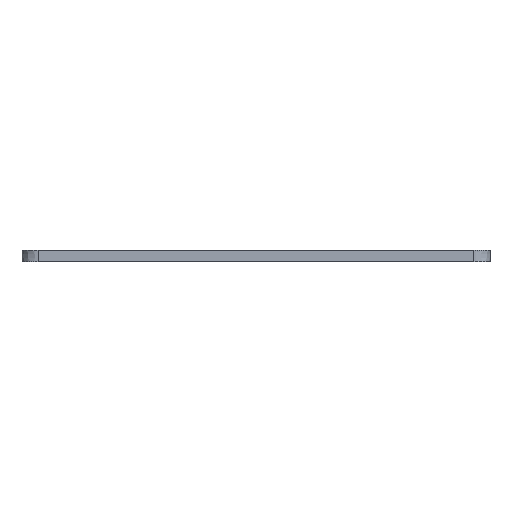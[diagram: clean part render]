
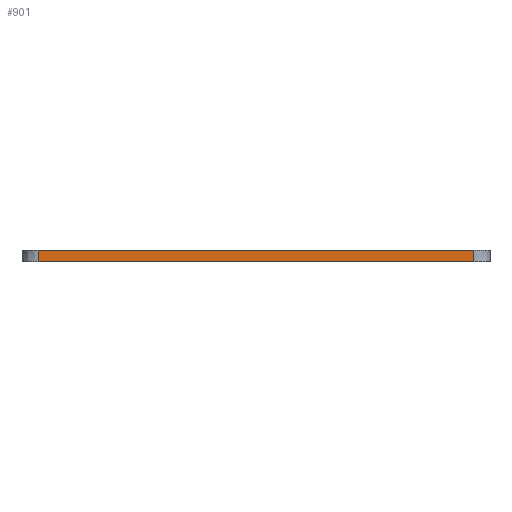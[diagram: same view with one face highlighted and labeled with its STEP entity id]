
A CAD part, front view. The second image highlights one B-rep face of the part: STEP entity #901.
In plain terms, the highlighted planar face has unit normal (0, -1, 0).
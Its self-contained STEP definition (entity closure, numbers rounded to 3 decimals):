
#39=B_SPLINE_CURVE_WITH_KNOTS('',3,(#1621,#1622,#1623,#1624),
 .UNSPECIFIED.,.F.,.F.,(4,4),(-0.5,0.),.UNSPECIFIED.);
#41=B_SPLINE_CURVE_WITH_KNOTS('',3,(#1632,#1633,#1634,#1635),
 .UNSPECIFIED.,.F.,.F.,(4,4),(0.,0.5),.UNSPECIFIED.);
#63=PLANE('',#995);
#103=FACE_OUTER_BOUND('',#154,.T.);
#154=EDGE_LOOP('',(#765,#766,#767,#768));
#183=LINE('',#1346,#259);
#238=LINE('',#1631,#314);
#259=VECTOR('',#1047,10.);
#314=VECTOR('',#1220,10.);
#386=VERTEX_POINT('',#1331);
#387=VERTEX_POINT('',#1345);
#442=VERTEX_POINT('',#1607);
#443=VERTEX_POINT('',#1630);
#476=EDGE_CURVE('',#387,#386,#183,.T.);
#564=EDGE_CURVE('',#442,#386,#39,.T.);
#566=EDGE_CURVE('',#443,#442,#238,.T.);
#567=EDGE_CURVE('',#387,#443,#41,.T.);
#765=ORIENTED_EDGE('',*,*,#564,.F.);
#766=ORIENTED_EDGE('',*,*,#566,.F.);
#767=ORIENTED_EDGE('',*,*,#567,.F.);
#768=ORIENTED_EDGE('',*,*,#476,.T.);
#901=ADVANCED_FACE('',(#103),#63,.T.);
#995=AXIS2_PLACEMENT_3D('',#1629,#1218,#1219);
#1047=DIRECTION('',(1.,0.,0.));
#1218=DIRECTION('center_axis',(0.,-1.,0.));
#1219=DIRECTION('ref_axis',(1.,0.,0.));
#1220=DIRECTION('',(1.,0.,0.));
#1331=CARTESIAN_POINT('',(197.929,0.,0.));
#1345=CARTESIAN_POINT('',(7.071,0.,0.));
#1346=CARTESIAN_POINT('',(0.,0.,0.));
#1607=CARTESIAN_POINT('',(197.929,0.,5.));
#1621=CARTESIAN_POINT('Ctrl Pts',(197.929,0.,5.));
#1622=CARTESIAN_POINT('Ctrl Pts',(197.929,0.,3.333));
#1623=CARTESIAN_POINT('Ctrl Pts',(197.929,0.,1.667));
#1624=CARTESIAN_POINT('Ctrl Pts',(197.929,0.,0.));
#1629=CARTESIAN_POINT('Origin',(0.,0.,0.));
#1630=CARTESIAN_POINT('',(7.071,0.,5.));
#1631=CARTESIAN_POINT('',(0.,0.,5.));
#1632=CARTESIAN_POINT('Ctrl Pts',(7.071,0.,0.));
#1633=CARTESIAN_POINT('Ctrl Pts',(7.071,0.,1.667));
#1634=CARTESIAN_POINT('Ctrl Pts',(7.071,0.,3.333));
#1635=CARTESIAN_POINT('Ctrl Pts',(7.071,0.,5.));
